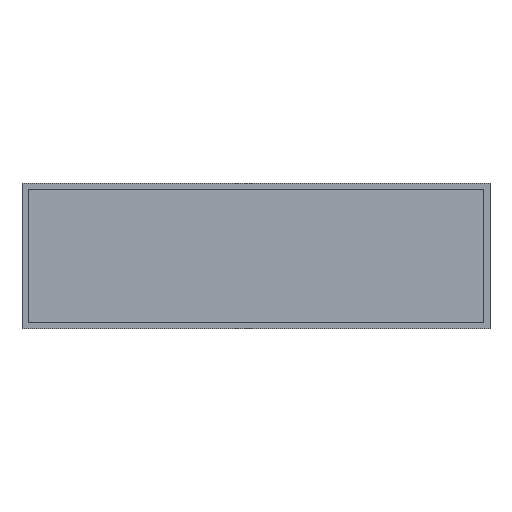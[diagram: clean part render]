
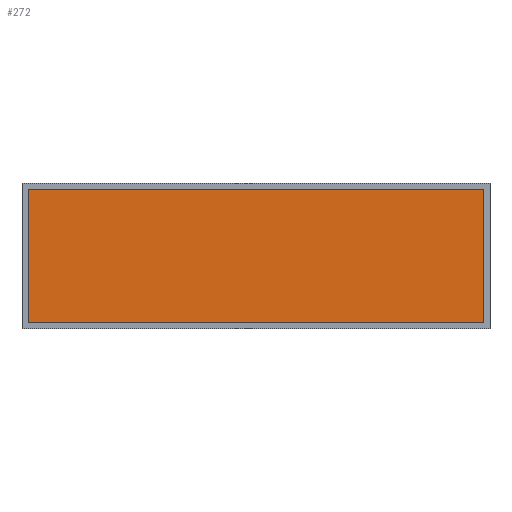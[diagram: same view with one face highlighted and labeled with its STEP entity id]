
A CAD part, top view. The second image highlights one B-rep face of the part: STEP entity #272.
In plain terms, the highlighted planar face has unit normal (0, 0, 1).
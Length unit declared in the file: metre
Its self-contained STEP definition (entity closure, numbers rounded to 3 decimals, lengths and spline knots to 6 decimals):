
#64=ORIENTED_EDGE('',*,*,#112,.F.);
#65=ORIENTED_EDGE('',*,*,#116,.T.);
#66=ORIENTED_EDGE('',*,*,#90,.T.);
#67=ORIENTED_EDGE('',*,*,#117,.F.);
#68=ORIENTED_EDGE('',*,*,#113,.F.);
#69=ORIENTED_EDGE('',*,*,#105,.F.);
#70=ORIENTED_EDGE('',*,*,#108,.T.);
#71=ORIENTED_EDGE('',*,*,#110,.T.);
#90=EDGE_CURVE('',#127,#126,#150,.T.);
#105=EDGE_CURVE('',#136,#137,#165,.T.);
#108=EDGE_CURVE('',#136,#138,#168,.T.);
#110=EDGE_CURVE('',#138,#139,#170,.T.);
#112=EDGE_CURVE('',#140,#139,#172,.T.);
#113=EDGE_CURVE('',#137,#142,#173,.T.);
#116=EDGE_CURVE('',#140,#127,#176,.T.);
#117=EDGE_CURVE('',#142,#126,#177,.T.);
#126=VERTEX_POINT('',#383);
#127=VERTEX_POINT('',#385);
#136=VERTEX_POINT('',#414);
#137=VERTEX_POINT('',#416);
#138=VERTEX_POINT('',#420);
#139=VERTEX_POINT('',#424);
#140=VERTEX_POINT('',#428);
#142=VERTEX_POINT('',#432);
#150=LINE('',#384,#186);
#165=LINE('',#415,#201);
#168=LINE('',#421,#204);
#170=LINE('',#425,#206);
#172=LINE('',#430,#208);
#173=LINE('',#431,#209);
#176=LINE('',#437,#212);
#177=LINE('',#438,#213);
#186=VECTOR('',#313,1.);
#201=VECTOR('',#340,1.);
#204=VECTOR('',#345,1.);
#206=VECTOR('',#349,1.);
#208=VECTOR('',#353,1.);
#209=VECTOR('',#354,1.);
#212=VECTOR('',#359,1.);
#213=VECTOR('',#360,1.);
#228=EDGE_LOOP('',(#64,#65,#66,#67,#68,#69,#70,#71));
#244=FACE_BOUND('',#228,.T.);
#258=PLANE('',#299);
#272=ADVANCED_FACE('',(#244),#258,.T.);
#299=AXIS2_PLACEMENT_3D('',#436,#357,#358);
#313=DIRECTION('',(-1.,0.,0.));
#340=DIRECTION('',(0.,1.,0.));
#345=DIRECTION('',(1.,0.,0.));
#349=DIRECTION('',(0.,1.,0.));
#353=DIRECTION('',(1.,0.,0.));
#354=DIRECTION('',(1.,0.,0.));
#357=DIRECTION('',(0.,0.,1.));
#358=DIRECTION('',(1.,0.,0.));
#359=DIRECTION('',(0.,1.,0.));
#360=DIRECTION('',(0.,1.,0.));
#383=CARTESIAN_POINT('',(-0.159907,0.053,0.0074));
#384=CARTESIAN_POINT('',(-0.153657,0.053,0.0074));
#385=CARTESIAN_POINT('',(-0.147407,0.053,0.0074));
#414=CARTESIAN_POINT('',(-0.165807,-0.0485,0.0074));
#415=CARTESIAN_POINT('',(-0.165807,0.,0.0074));
#416=CARTESIAN_POINT('',(-0.165807,0.0485,0.0074));
#420=CARTESIAN_POINT('',(0.165807,-0.0485,0.0074));
#421=CARTESIAN_POINT('',(0.,-0.0485,0.0074));
#424=CARTESIAN_POINT('',(0.165807,0.0485,0.0074));
#425=CARTESIAN_POINT('',(0.165807,0.,0.0074));
#428=CARTESIAN_POINT('',(-0.147407,0.0485,0.0074));
#430=CARTESIAN_POINT('',(0.,0.0485,0.0074));
#431=CARTESIAN_POINT('',(0.,0.0485,0.0074));
#432=CARTESIAN_POINT('',(-0.159907,0.0485,0.0074));
#436=CARTESIAN_POINT('',(0.,0.,0.0074));
#437=CARTESIAN_POINT('',(-0.147407,0.028,0.0074));
#438=CARTESIAN_POINT('',(-0.159907,0.028,0.0074));
